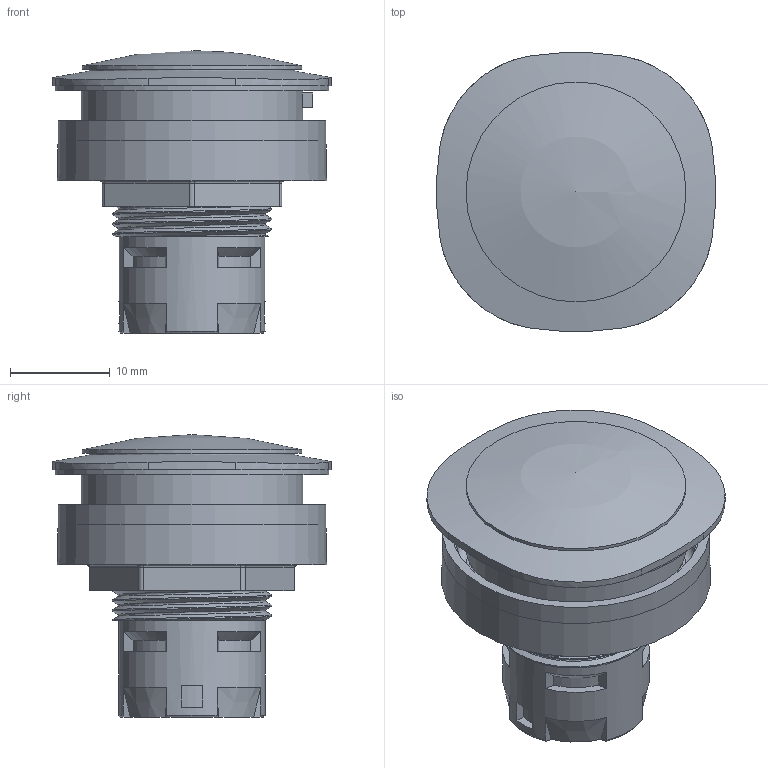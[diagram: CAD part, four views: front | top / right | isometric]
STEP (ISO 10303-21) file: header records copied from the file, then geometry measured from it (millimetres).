
FILE_DESCRIPTION(/* description */ (''),/* implementation_level */ '2;1');
FILE_NAME(/* name */ 'RQJN_ipt.stp',/* time_stamp */ '2017-05-10T14:44:44+02:00',/* author */ ('ahoffmann'),/* organization */ (''),/* preprocessor_version */ 'ST-DEVELOPER v16.1',/* originating_system */ 'Autodesk Inventor 2016',/* authorisation */ '');
FILE_SCHEMA (('AUTOMOTIVE_DESIGN { 1 0 10303 214 3 1 1 }'));
Length unit declared in the file: millimetre
Products named in the file (1): RQJN
Bounding box: 27.93 x 27.93 x 28.34 mm (x, y, z)
Volume: 8202.6 mm3; surface area: 5243.7 mm2
Topology: 1 solids, 2 shells, 126 faces, 308 edges, 199 vertices
Faces by surface type: plane 55, cylinder 40, cone 16, torus 10, bspline 3, sphere 2
Full cylindrical faces by diameter (mm): 14.7 x1, 16 x2, 16.5 x1, 17.1 x1, 20.624 x1, 22.05 x1, 22.2 x1, 25 x1, 26.86 x1, 27.4 x1
Entity records: 5889 total; most frequent: CARTESIAN_POINT 3124, DIRECTION 579, ORIENTED_EDGE 542, EDGE_CURVE 271, AXIS2_PLACEMENT_3D 236, VERTEX_POINT 185, EDGE_LOOP 160, FACE_OUTER_BOUND 124
